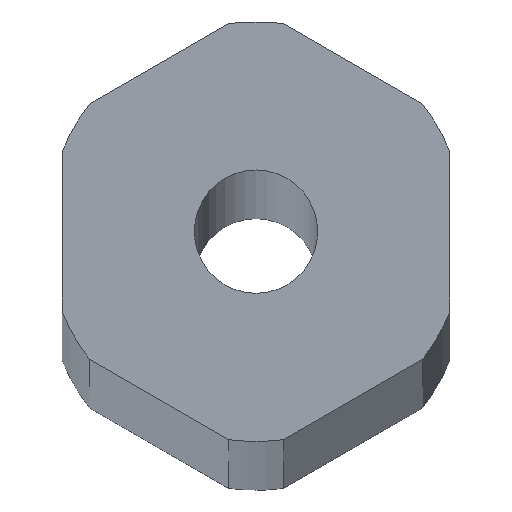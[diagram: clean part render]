
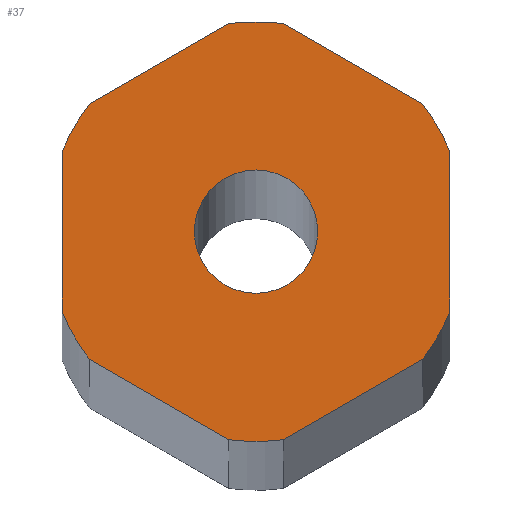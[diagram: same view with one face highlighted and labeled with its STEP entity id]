
A CAD part, top view. The second image highlights one B-rep face of the part: STEP entity #37.
In plain terms, the highlighted planar face has unit normal (0, 0, 1).
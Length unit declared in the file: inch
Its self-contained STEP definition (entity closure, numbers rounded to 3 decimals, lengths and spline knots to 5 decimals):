
#4 = EDGE_CURVE ( 'NONE', #353, #316, #45, .T. ) ;
#8 = DIRECTION ( 'NONE',  ( -0.866, -0.5, 0. ) ) ;
#12 = AXIS2_PLACEMENT_3D ( 'NONE', #356, #537, #360 ) ;
#13 = CARTESIAN_POINT ( 'NONE',  ( 0., 0., 18. ) ) ;
#21 = EDGE_CURVE ( 'NONE', #569, #235, #185, .T. ) ;
#37 = ADVANCED_FACE ( 'NONE', ( #96, #189 ), #369, .T. ) ;
#45 = LINE ( 'NONE', #49, #107 ) ;
#48 = DIRECTION ( 'NONE',  ( 0.866, 0.5, 0. ) ) ;
#49 = CARTESIAN_POINT ( 'NONE',  ( -0.1249, 0.21634, 18. ) ) ;
#50 = VECTOR ( 'NONE', #547, 39.37008 ) ;
#60 = DIRECTION ( 'NONE',  ( 0., 0., 1. ) ) ;
#70 = DIRECTION ( 'NONE',  ( 1., 0., 0. ) ) ;
#75 = VECTOR ( 'NONE', #368, 39.37008 ) ;
#78 = VERTEX_POINT ( 'NONE', #115 ) ;
#81 = VERTEX_POINT ( 'NONE', #428 ) ;
#87 = VECTOR ( 'NONE', #48, 39.37008 ) ;
#92 = VERTEX_POINT ( 'NONE', #427 ) ;
#94 = VERTEX_POINT ( 'NONE', #239 ) ;
#96 = FACE_BOUND ( 'NONE', #539, .T. ) ;
#97 = CIRCLE ( 'NONE', #12, 0.27047 ) ;
#99 = DIRECTION ( 'NONE',  ( 1., 0., 0. ) ) ;
#101 = CARTESIAN_POINT ( 'NONE',  ( 0., 0., 18. ) ) ;
#107 = VECTOR ( 'NONE', #8, 39.37008 ) ;
#115 = CARTESIAN_POINT ( 'NONE',  ( 0.0795, 0., 18. ) ) ;
#118 = CARTESIAN_POINT ( 'NONE',  ( 0., 0., 18. ) ) ;
#122 = VERTEX_POINT ( 'NONE', #518 ) ;
#128 = CARTESIAN_POINT ( 'NONE',  ( -0.1249, -0.21634, 18. ) ) ;
#137 = AXIS2_PLACEMENT_3D ( 'NONE', #101, #197, #237 ) ;
#140 = CARTESIAN_POINT ( 'NONE',  ( 0.1249, -0.21634, 18. ) ) ;
#147 = CIRCLE ( 'NONE', #281, 0.27047 ) ;
#148 = EDGE_CURVE ( 'NONE', #81, #424, #521, .T. ) ;
#151 = CARTESIAN_POINT ( 'NONE',  ( 0.03509, 0.26819, 18. ) ) ;
#157 = AXIS2_PLACEMENT_3D ( 'NONE', #274, #401, #453 ) ;
#168 = EDGE_CURVE ( 'NONE', #78, #122, #456, .T. ) ;
#172 = CIRCLE ( 'NONE', #252, 0.27047 ) ;
#185 = LINE ( 'NONE', #361, #75 ) ;
#189 = FACE_OUTER_BOUND ( 'NONE', #545, .T. ) ;
#197 = DIRECTION ( 'NONE',  ( 0., 0., 1. ) ) ;
#199 = ORIENTED_EDGE ( 'NONE', *, *, #318, .T. ) ;
#202 = AXIS2_PLACEMENT_3D ( 'NONE', #13, #332, #510 ) ;
#223 = LINE ( 'NONE', #497, #50 ) ;
#227 = ORIENTED_EDGE ( 'NONE', *, *, #528, .T. ) ;
#231 = AXIS2_PLACEMENT_3D ( 'NONE', #565, #60, #560 ) ;
#235 = VERTEX_POINT ( 'NONE', #526 ) ;
#237 = DIRECTION ( 'NONE',  ( 1., 0., 0. ) ) ;
#239 = CARTESIAN_POINT ( 'NONE',  ( -0.21471, -0.16449, 18. ) ) ;
#240 = CARTESIAN_POINT ( 'NONE',  ( -0.2498, 0.1037, 18. ) ) ;
#252 = AXIS2_PLACEMENT_3D ( 'NONE', #414, #367, #417 ) ;
#255 = CARTESIAN_POINT ( 'NONE',  ( 0.21471, 0.16449, 18. ) ) ;
#257 = ORIENTED_EDGE ( 'NONE', *, *, #148, .T. ) ;
#258 = CARTESIAN_POINT ( 'NONE',  ( 0., 0., 18. ) ) ;
#259 = VERTEX_POINT ( 'NONE', #349 ) ;
#260 = EDGE_CURVE ( 'NONE', #94, #81, #481, .T. ) ;
#263 = DIRECTION ( 'NONE',  ( 0.866, -0.5, 0. ) ) ;
#269 = ORIENTED_EDGE ( 'NONE', *, *, #587, .T. ) ;
#274 = CARTESIAN_POINT ( 'NONE',  ( 0., 0., 18. ) ) ;
#281 = AXIS2_PLACEMENT_3D ( 'NONE', #118, #299, #70 ) ;
#284 = CARTESIAN_POINT ( 'NONE',  ( 0.2498, 0., 18. ) ) ;
#290 = VECTOR ( 'NONE', #553, 39.37008 ) ;
#299 = DIRECTION ( 'NONE',  ( 0., 0., 1. ) ) ;
#316 = VERTEX_POINT ( 'NONE', #397 ) ;
#318 = EDGE_CURVE ( 'NONE', #92, #350, #483, .T. ) ;
#322 = LINE ( 'NONE', #284, #290 ) ;
#325 = CARTESIAN_POINT ( 'NONE',  ( 0.2498, -0.1037, 18. ) ) ;
#332 = DIRECTION ( 'NONE',  ( 0., 0., 1. ) ) ;
#344 = DIRECTION ( 'NONE',  ( 0., 0., 1. ) ) ;
#345 = VECTOR ( 'NONE', #263, 39.37008 ) ;
#349 = CARTESIAN_POINT ( 'NONE',  ( 0.21471, -0.16449, 18. ) ) ;
#350 = VERTEX_POINT ( 'NONE', #255 ) ;
#353 = VERTEX_POINT ( 'NONE', #523 ) ;
#355 = ORIENTED_EDGE ( 'NONE', *, *, #509, .T. ) ;
#356 = CARTESIAN_POINT ( 'NONE',  ( 0., 0., 18. ) ) ;
#358 = EDGE_CURVE ( 'NONE', #316, #569, #147, .T. ) ;
#360 = DIRECTION ( 'NONE',  ( 1., 0., 0. ) ) ;
#361 = CARTESIAN_POINT ( 'NONE',  ( -0.2498, 0., 18. ) ) ;
#367 = DIRECTION ( 'NONE',  ( 0., 0., 1. ) ) ;
#368 = DIRECTION ( 'NONE',  ( 0., -1., 0. ) ) ;
#369 = PLANE ( 'NONE',  #380 ) ;
#370 = EDGE_CURVE ( 'NONE', #350, #573, #223, .T. ) ;
#374 = ORIENTED_EDGE ( 'NONE', *, *, #370, .T. ) ;
#380 = AXIS2_PLACEMENT_3D ( 'NONE', #554, #505, #99 ) ;
#397 = CARTESIAN_POINT ( 'NONE',  ( -0.21471, 0.16449, 18. ) ) ;
#401 = DIRECTION ( 'NONE',  ( 0., 0., 1. ) ) ;
#404 = EDGE_CURVE ( 'NONE', #424, #259, #532, .T. ) ;
#414 = CARTESIAN_POINT ( 'NONE',  ( 0., 0., 18. ) ) ;
#417 = DIRECTION ( 'NONE',  ( 1., 0., 0. ) ) ;
#418 = CIRCLE ( 'NONE', #137, 0.27047 ) ;
#424 = VERTEX_POINT ( 'NONE', #589 ) ;
#427 = CARTESIAN_POINT ( 'NONE',  ( 0.2498, 0.1037, 18. ) ) ;
#428 = CARTESIAN_POINT ( 'NONE',  ( -0.03509, -0.26819, 18. ) ) ;
#431 = DIRECTION ( 'NONE',  ( 1., 0., 0. ) ) ;
#440 = ORIENTED_EDGE ( 'NONE', *, *, #168, .F. ) ;
#444 = ORIENTED_EDGE ( 'NONE', *, *, #470, .F. ) ;
#446 = ORIENTED_EDGE ( 'NONE', *, *, #21, .T. ) ;
#449 = ORIENTED_EDGE ( 'NONE', *, *, #358, .T. ) ;
#453 = DIRECTION ( 'NONE',  ( 1., 0., 0. ) ) ;
#456 = CIRCLE ( 'NONE', #202, 0.0795 ) ;
#470 = EDGE_CURVE ( 'NONE', #122, #78, #534, .T. ) ;
#481 = LINE ( 'NONE', #128, #345 ) ;
#483 = CIRCLE ( 'NONE', #563, 0.27047 ) ;
#484 = ORIENTED_EDGE ( 'NONE', *, *, #260, .T. ) ;
#491 = ORIENTED_EDGE ( 'NONE', *, *, #404, .T. ) ;
#494 = EDGE_CURVE ( 'NONE', #235, #94, #97, .T. ) ;
#497 = CARTESIAN_POINT ( 'NONE',  ( 0.1249, 0.21634, 18. ) ) ;
#505 = DIRECTION ( 'NONE',  ( 0., 0., 1. ) ) ;
#509 = EDGE_CURVE ( 'NONE', #259, #543, #418, .T. ) ;
#510 = DIRECTION ( 'NONE',  ( 1., 0., 0. ) ) ;
#518 = CARTESIAN_POINT ( 'NONE',  ( -0.0795, 0., 18. ) ) ;
#521 = CIRCLE ( 'NONE', #231, 0.27047 ) ;
#523 = CARTESIAN_POINT ( 'NONE',  ( -0.03509, 0.26819, 18. ) ) ;
#526 = CARTESIAN_POINT ( 'NONE',  ( -0.2498, -0.1037, 18. ) ) ;
#528 = EDGE_CURVE ( 'NONE', #573, #353, #172, .T. ) ;
#532 = LINE ( 'NONE', #140, #87 ) ;
#534 = CIRCLE ( 'NONE', #157, 0.0795 ) ;
#537 = DIRECTION ( 'NONE',  ( 0., 0., 1. ) ) ;
#539 = EDGE_LOOP ( 'NONE', ( #444, #440 ) ) ;
#543 = VERTEX_POINT ( 'NONE', #325 ) ;
#545 = EDGE_LOOP ( 'NONE', ( #269, #199, #374, #227, #588, #449, #446, #580, #484, #257, #491, #355 ) ) ;
#547 = DIRECTION ( 'NONE',  ( -0.866, 0.5, 0. ) ) ;
#553 = DIRECTION ( 'NONE',  ( 0., 1., 0. ) ) ;
#554 = CARTESIAN_POINT ( 'NONE',  ( 0., 0., 18. ) ) ;
#560 = DIRECTION ( 'NONE',  ( 1., 0., 0. ) ) ;
#563 = AXIS2_PLACEMENT_3D ( 'NONE', #258, #344, #431 ) ;
#565 = CARTESIAN_POINT ( 'NONE',  ( 0., 0., 18. ) ) ;
#569 = VERTEX_POINT ( 'NONE', #240 ) ;
#573 = VERTEX_POINT ( 'NONE', #151 ) ;
#580 = ORIENTED_EDGE ( 'NONE', *, *, #494, .T. ) ;
#587 = EDGE_CURVE ( 'NONE', #543, #92, #322, .T. ) ;
#588 = ORIENTED_EDGE ( 'NONE', *, *, #4, .T. ) ;
#589 = CARTESIAN_POINT ( 'NONE',  ( 0.03509, -0.26819, 18. ) ) ;
